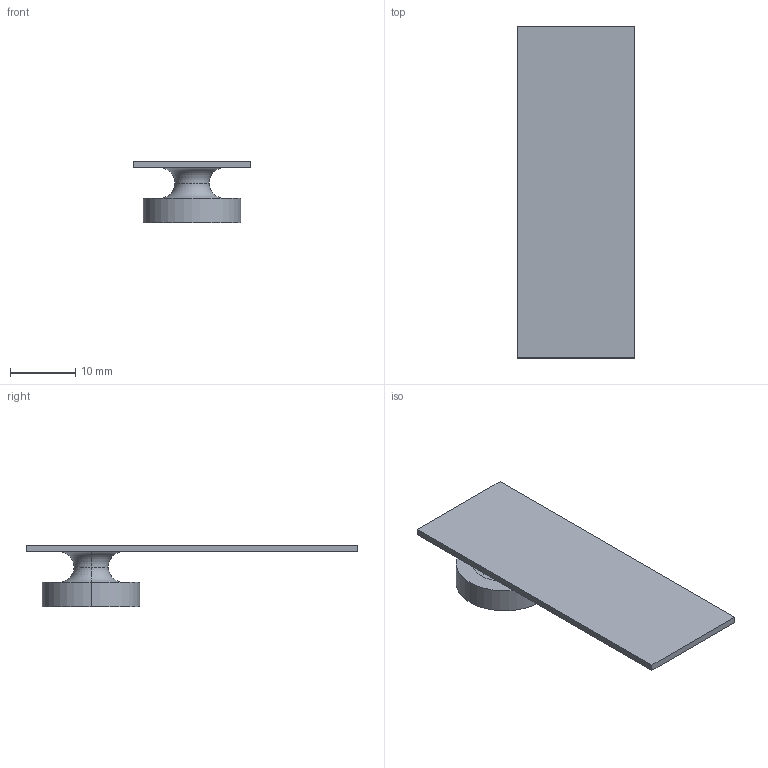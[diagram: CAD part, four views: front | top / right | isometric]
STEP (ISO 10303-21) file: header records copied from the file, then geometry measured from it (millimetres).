
FILE_DESCRIPTION (( 'STEP AP214' ), '1' );
FILE_NAME ('hanger 1.STEP', '2025-05-30T22:05:28', ( '' ), ( '' ), 'SwSTEP 2.0', 'SolidWorks 2024', '' );
FILE_SCHEMA (( 'AUTOMOTIVE_DESIGN' ));
Length unit declared in the file: millimetre
Products named in the file (1): hanger 1
Bounding box: 18 x 51 x 9.5 mm (x, y, z)
Volume: 1732 mm3; surface area: 2510.7 mm2
Topology: 1 solids, 1 shells, 14 faces, 28 edges, 18 vertices
Faces by surface type: plane 8, torus 4, cylinder 2
Entity records: 393 total; most frequent: DIRECTION 72, CARTESIAN_POINT 61, ORIENTED_EDGE 56, AXIS2_PLACEMENT_3D 29, EDGE_CURVE 28, VERTEX_POINT 18, EDGE_LOOP 16, FACE_OUTER_BOUND 14
